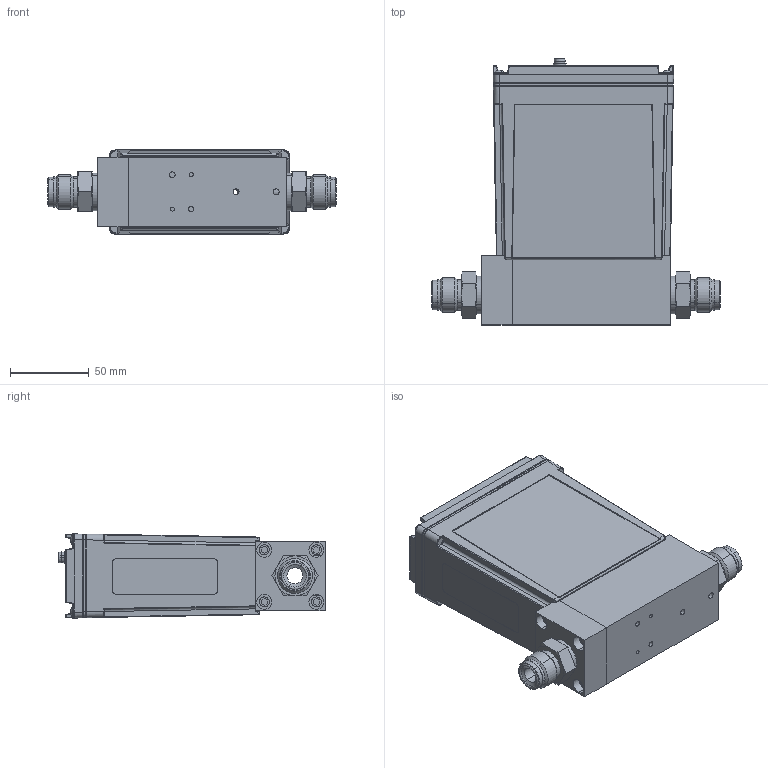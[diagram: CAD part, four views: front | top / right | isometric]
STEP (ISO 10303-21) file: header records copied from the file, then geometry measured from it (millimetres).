
FILE_DESCRIPTION (( 'STEP AP214' ), '1' );
FILE_NAME ('GE250-8VCR-ETHERCAT.STEP', '2016-08-08T13:12:12', ( 'MKS' ), ( 'MKS' ), 'SwSTEP 2.0', 'SolidWorks 2015', '' );
FILE_SCHEMA (( 'AUTOMOTIVE_DESIGN' ));
Length unit declared in the file: millimetre
Products named in the file (1): GE250-8VCR-ETHERCAT
Bounding box: 182.91 x 168.73 x 53.35 mm (x, y, z)
Surface area: 105791.5 mm2 (no closed solid volume)
Topology: 0 solids, 50 shells, 638 faces, 2096 edges, 1429 vertices
Faces by surface type: plane 262, cylinder 241, bspline 54, cone 39, sphere 24, torus 18
Entity records: 31719 total; most frequent: CARTESIAN_POINT 7380, DIRECTION 3639, ORIENTED_EDGE 3230, EDGE_CURVE 2066, VERTEX_POINT 1424, AXIS2_PLACEMENT_3D 1288, VECTOR 1063, LINE 1063
